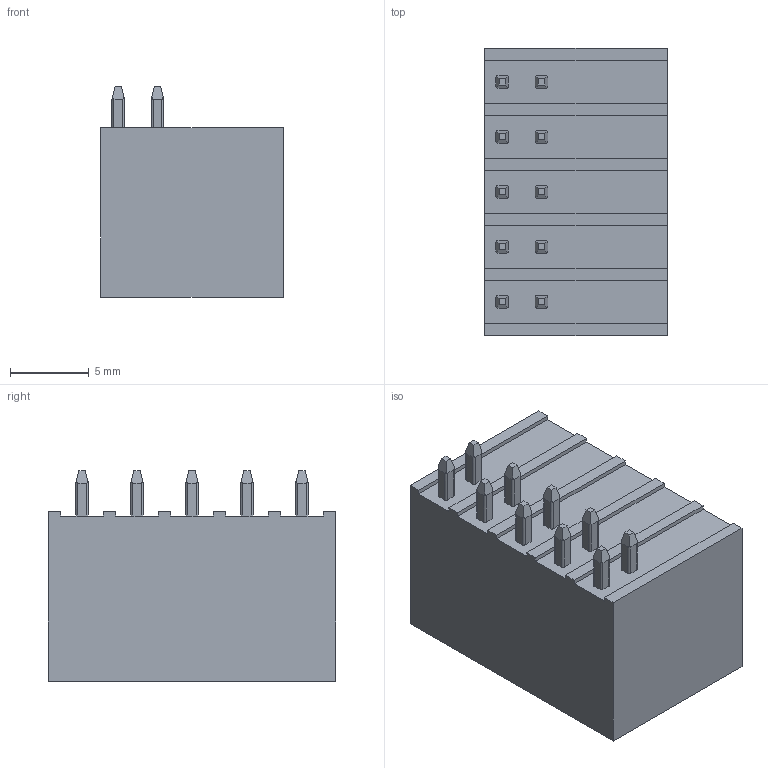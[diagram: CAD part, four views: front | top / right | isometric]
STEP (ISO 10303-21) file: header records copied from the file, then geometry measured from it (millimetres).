
FILE_DESCRIPTION((''),'2;1');
FILE_NAME('PRT0007','2024-11-18T09:51:03',('tluser'),(''),'CREO PARAMETRIC BY PTC INC, 2018100','CREO PARAMETRIC BY PTC INC, 2018100','');
FILE_SCHEMA(('CONFIG_CONTROL_DESIGN'));
Length unit declared in the file: millimetre
Products named in the file (1): PRT0007
Bounding box: 11.6 x 18.3 x 13.4 mm (x, y, z)
Volume: 1568.6 mm3; surface area: 1877.3 mm2
Topology: 1 solids, 1 shells, 446 faces, 1269 edges, 846 vertices
Faces by surface type: plane 299, cylinder 112, extrusion 35
Entity records: 14937 total; most frequent: CARTESIAN_POINT 3508, ORIENTED_EDGE 2538, DIRECTION 2090, EDGE_CURVE 1269, VECTOR 930, LINE 895, VERTEX_POINT 846, AXIS2_PLACEMENT_3D 580
